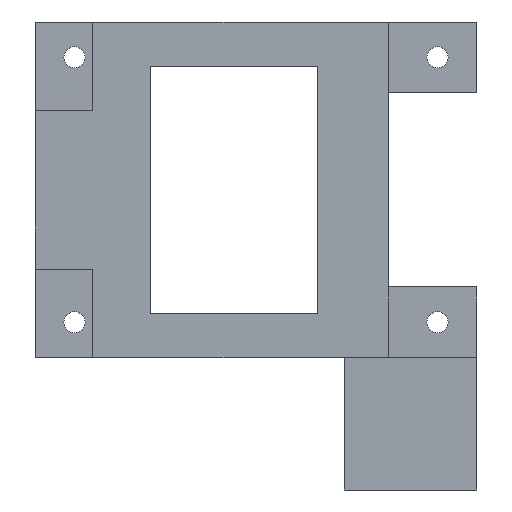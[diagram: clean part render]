
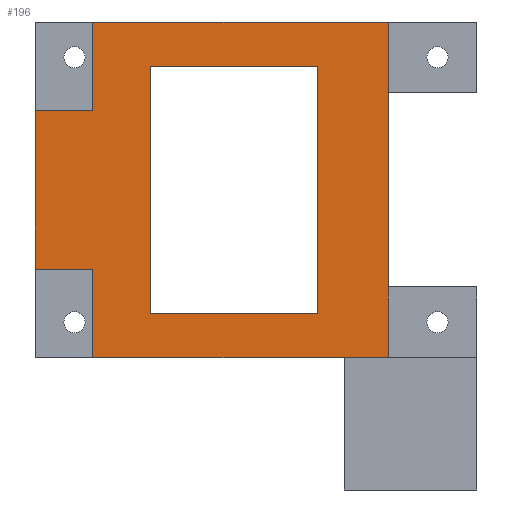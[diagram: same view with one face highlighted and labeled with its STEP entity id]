
A CAD part, front view. The second image highlights one B-rep face of the part: STEP entity #196.
In plain terms, the highlighted planar face has unit normal (0, -1, 0).
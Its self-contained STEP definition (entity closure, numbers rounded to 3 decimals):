
#77 = VERTEX_POINT('',#78);
#78 = CARTESIAN_POINT('',(6.5,-4.,0.));
#84 = EDGE_CURVE('',#77,#85,#87,.T.);
#85 = VERTEX_POINT('',#86);
#86 = CARTESIAN_POINT('',(40.,-4.,0.));
#87 = LINE('',#88,#89);
#88 = CARTESIAN_POINT('',(0.,-4.,0.));
#89 = VECTOR('',#90,1.);
#90 = DIRECTION('',(1.,0.,0.));
#133 = VERTEX_POINT('',#134);
#134 = CARTESIAN_POINT('',(0.,-4.,28.));
#140 = EDGE_CURVE('',#133,#141,#143,.T.);
#141 = VERTEX_POINT('',#142);
#142 = CARTESIAN_POINT('',(0.,-4.,10.));
#143 = LINE('',#144,#145);
#144 = CARTESIAN_POINT('',(0.,-4.,38.));
#145 = VECTOR('',#146,1.);
#146 = DIRECTION('',(0.,0.,-1.));
#196 = ADVANCED_FACE('',(#197,#261),#295,.F.);
#197 = FACE_BOUND('',#198,.F.);
#198 = EDGE_LOOP('',(#199,#200,#208,#214,#215,#223,#231,#239,#247,#255)
  );
#199 = ORIENTED_EDGE('',*,*,#84,.F.);
#200 = ORIENTED_EDGE('',*,*,#201,.F.);
#201 = EDGE_CURVE('',#202,#77,#204,.T.);
#202 = VERTEX_POINT('',#203);
#203 = CARTESIAN_POINT('',(6.5,-4.,10.));
#204 = LINE('',#205,#206);
#205 = CARTESIAN_POINT('',(6.5,-4.,10.));
#206 = VECTOR('',#207,1.);
#207 = DIRECTION('',(0.,0.,-1.));
#208 = ORIENTED_EDGE('',*,*,#209,.F.);
#209 = EDGE_CURVE('',#141,#202,#210,.T.);
#210 = LINE('',#211,#212);
#211 = CARTESIAN_POINT('',(0.,-4.,10.));
#212 = VECTOR('',#213,1.);
#213 = DIRECTION('',(1.,0.,0.));
#214 = ORIENTED_EDGE('',*,*,#140,.F.);
#215 = ORIENTED_EDGE('',*,*,#216,.T.);
#216 = EDGE_CURVE('',#133,#217,#219,.T.);
#217 = VERTEX_POINT('',#218);
#218 = CARTESIAN_POINT('',(6.5,-4.,28.));
#219 = LINE('',#220,#221);
#220 = CARTESIAN_POINT('',(0.,-4.,28.));
#221 = VECTOR('',#222,1.);
#222 = DIRECTION('',(1.,0.,0.));
#223 = ORIENTED_EDGE('',*,*,#224,.F.);
#224 = EDGE_CURVE('',#225,#217,#227,.T.);
#225 = VERTEX_POINT('',#226);
#226 = CARTESIAN_POINT('',(6.5,-4.,38.));
#227 = LINE('',#228,#229);
#228 = CARTESIAN_POINT('',(6.5,-4.,38.));
#229 = VECTOR('',#230,1.);
#230 = DIRECTION('',(0.,0.,-1.));
#231 = ORIENTED_EDGE('',*,*,#232,.F.);
#232 = EDGE_CURVE('',#233,#225,#235,.T.);
#233 = VERTEX_POINT('',#234);
#234 = CARTESIAN_POINT('',(40.,-4.,38.));
#235 = LINE('',#236,#237);
#236 = CARTESIAN_POINT('',(50.,-4.,38.));
#237 = VECTOR('',#238,1.);
#238 = DIRECTION('',(-1.,0.,0.));
#239 = ORIENTED_EDGE('',*,*,#240,.F.);
#240 = EDGE_CURVE('',#241,#233,#243,.T.);
#241 = VERTEX_POINT('',#242);
#242 = CARTESIAN_POINT('',(40.,-4.,30.));
#243 = LINE('',#244,#245);
#244 = CARTESIAN_POINT('',(40.,-4.,0.));
#245 = VECTOR('',#246,1.);
#246 = DIRECTION('',(0.,0.,1.));
#247 = ORIENTED_EDGE('',*,*,#248,.F.);
#248 = EDGE_CURVE('',#249,#241,#251,.T.);
#249 = VERTEX_POINT('',#250);
#250 = CARTESIAN_POINT('',(40.,-4.,8.));
#251 = LINE('',#252,#253);
#252 = CARTESIAN_POINT('',(40.,-4.,0.));
#253 = VECTOR('',#254,1.);
#254 = DIRECTION('',(0.,0.,1.));
#255 = ORIENTED_EDGE('',*,*,#256,.F.);
#256 = EDGE_CURVE('',#85,#249,#257,.T.);
#257 = LINE('',#258,#259);
#258 = CARTESIAN_POINT('',(40.,-4.,0.));
#259 = VECTOR('',#260,1.);
#260 = DIRECTION('',(0.,0.,1.));
#261 = FACE_BOUND('',#262,.F.);
#262 = EDGE_LOOP('',(#263,#273,#281,#289));
#263 = ORIENTED_EDGE('',*,*,#264,.T.);
#264 = EDGE_CURVE('',#265,#267,#269,.T.);
#265 = VERTEX_POINT('',#266);
#266 = CARTESIAN_POINT('',(13.,-4.,33.));
#267 = VERTEX_POINT('',#268);
#268 = CARTESIAN_POINT('',(13.,-4.,5.));
#269 = LINE('',#270,#271);
#270 = CARTESIAN_POINT('',(13.,-4.,26.));
#271 = VECTOR('',#272,1.);
#272 = DIRECTION('',(0.,0.,-1.));
#273 = ORIENTED_EDGE('',*,*,#274,.T.);
#274 = EDGE_CURVE('',#267,#275,#277,.T.);
#275 = VERTEX_POINT('',#276);
#276 = CARTESIAN_POINT('',(32.,-4.,5.));
#277 = LINE('',#278,#279);
#278 = CARTESIAN_POINT('',(19.,-4.,5.));
#279 = VECTOR('',#280,1.);
#280 = DIRECTION('',(1.,0.,0.));
#281 = ORIENTED_EDGE('',*,*,#282,.T.);
#282 = EDGE_CURVE('',#275,#283,#285,.T.);
#283 = VERTEX_POINT('',#284);
#284 = CARTESIAN_POINT('',(32.,-4.,33.));
#285 = LINE('',#286,#287);
#286 = CARTESIAN_POINT('',(32.,-4.,12.));
#287 = VECTOR('',#288,1.);
#288 = DIRECTION('',(0.,0.,1.));
#289 = ORIENTED_EDGE('',*,*,#290,.T.);
#290 = EDGE_CURVE('',#283,#265,#291,.T.);
#291 = LINE('',#292,#293);
#292 = CARTESIAN_POINT('',(28.5,-4.,33.));
#293 = VECTOR('',#294,1.);
#294 = DIRECTION('',(-1.,0.,0.));
#295 = PLANE('',#296);
#296 = AXIS2_PLACEMENT_3D('',#297,#298,#299);
#297 = CARTESIAN_POINT('',(25.,-4.,19.));
#298 = DIRECTION('',(0.,1.,0.));
#299 = DIRECTION('',(0.,0.,1.));
